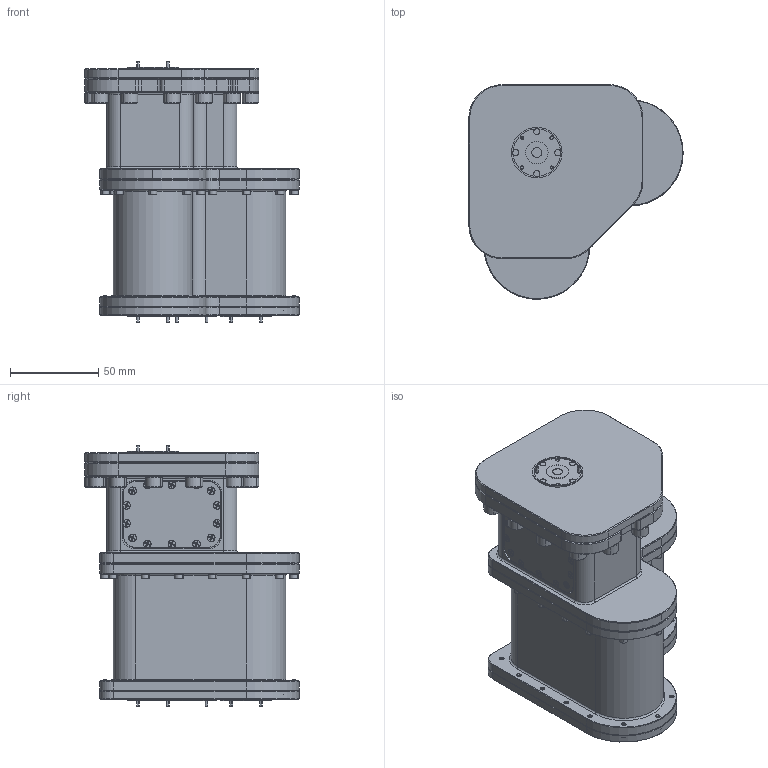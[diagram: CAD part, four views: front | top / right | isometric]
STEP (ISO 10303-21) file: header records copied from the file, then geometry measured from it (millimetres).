
FILE_DESCRIPTION (( 'STEP AP203' ), '1' );
FILE_NAME ('AU-QC-129-4-DCP-WR.STEP', '2025-11-26T18:32:41', ( '' ), ( '' ), 'SwSTEP 2.0', 'SolidWorks 2021', '' );
FILE_SCHEMA (( 'CONFIG_CONTROL_DESIGN' ));
Length unit declared in the file: inch
Products named in the file (1): AU-QC-129-4-DCP-WR
Bounding box: 121.32 x 121.32 x 147.7 mm (x, y, z)
Volume: 912617.7 mm3; surface area: 89970.3 mm2
Topology: 1 solids, 4 shells, 3428 faces, 8166 edges, 4954 vertices
Faces by surface type: plane 1234, cone 1032, cylinder 1019, bspline 122, torus 21
Entity records: 140647 total; most frequent: CARTESIAN_POINT 65905, ORIENTED_EDGE 16208, DIRECTION 14981, EDGE_CURVE 8104, AXIS2_PLACEMENT_3D 5769, VERTEX_POINT 4954, EDGE_LOOP 3698, VECTOR 3443
